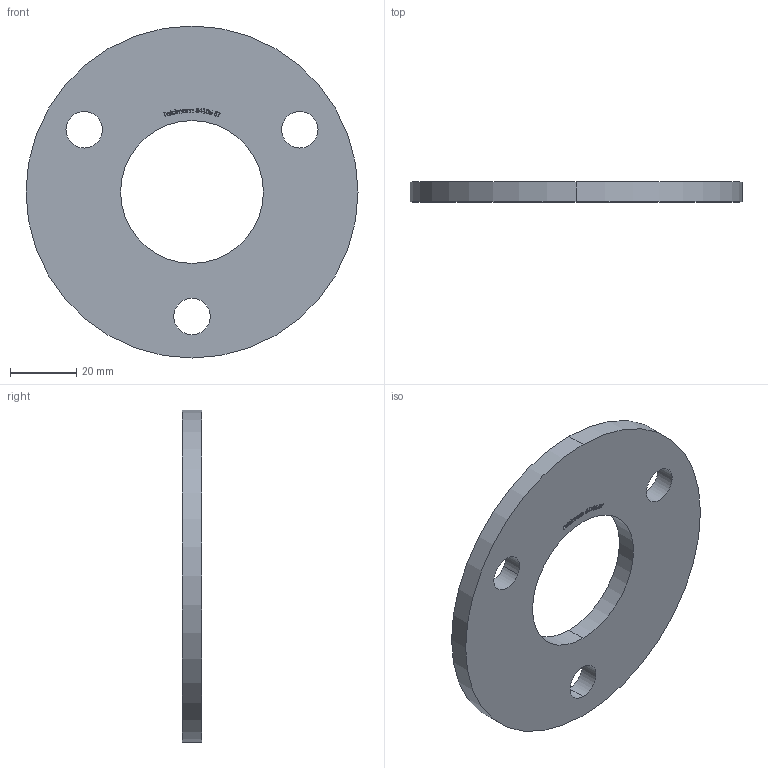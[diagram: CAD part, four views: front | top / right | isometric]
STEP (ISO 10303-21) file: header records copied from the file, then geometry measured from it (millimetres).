
FILE_DESCRIPTION (( 'STEP AP203' ), '1' );
FILE_NAME ('54106-ST.step', '2019-04-03T11:41:50', ( '' ), ( '' ), 'SwSTEP 2.0', 'SolidWorks 2015', '' );
FILE_SCHEMA (( 'CONFIG_CONTROL_DESIGN' ));
Length unit declared in the file: millimetre
Products named in the file (1): 54106-ST
Bounding box: 100 x 6 x 100 mm (x, y, z)
Volume: 36699.6 mm3; surface area: 15559.4 mm2
Topology: 1 solids, 1 shells, 219 faces, 585 edges, 390 vertices
Faces by surface type: plane 120, bspline 89, cylinder 10
Entity records: 11450 total; most frequent: CARTESIAN_POINT 6476, ORIENTED_EDGE 1170, DIRECTION 689, EDGE_CURVE 585, VERTEX_POINT 390, VECTOR 387, LINE 387, EDGE_LOOP 249
